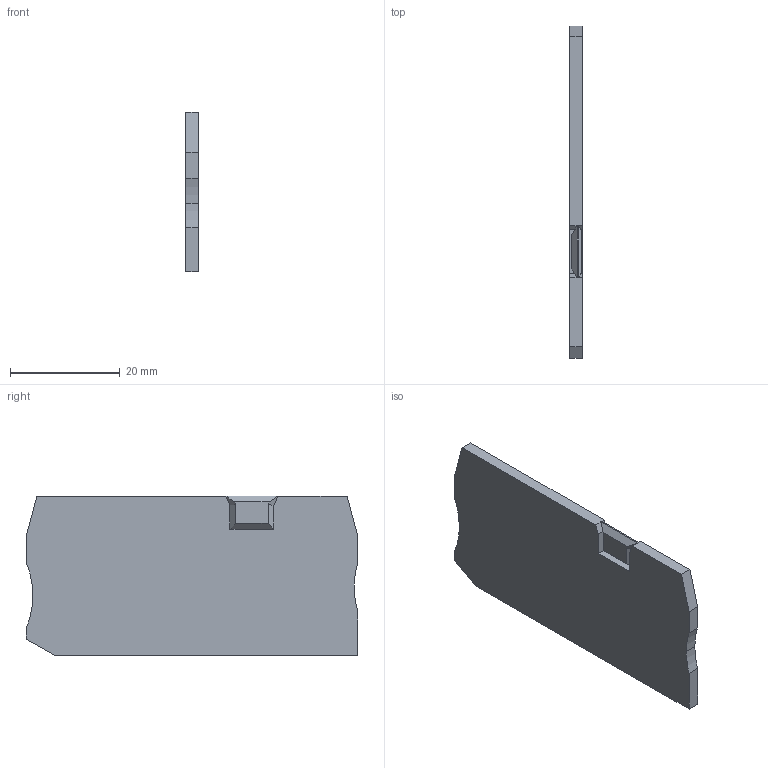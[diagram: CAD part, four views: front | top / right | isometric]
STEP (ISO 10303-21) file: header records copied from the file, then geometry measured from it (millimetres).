
FILE_DESCRIPTION(('STEP AP214'),'1');
FILE_NAME('cctmp_3EE1489A-F139-4218-8A89-4914DD262AD8_2023_07_24_21_51_14_0276..stp','2023-07-24T19:51:14',('SIEMENS A&D'),('CADClick - www.CADClick.com'),'Spatial InterOp 3D postprocessed',' ','unknown authorization');
FILE_SCHEMA(('AUTOMOTIVE_DESIGN'));
Length unit declared in the file: millimetre
Products named in the file (3): cc_unnamed; 2023_07_24_21_51_14_0257; 2023_07_24_21_51_14_0226
Assembly tree (2 placements, depth 2):
  cc_unnamed
    2023_07_24_21_51_14_0257
    2023_07_24_21_51_14_0226
Bounding box: 2.2 x 60.4 x 29.05 mm (x, y, z)
Volume: 3740.5 mm3; surface area: 3865.7 mm2
Topology: 2 solids, 2 shells, 42 faces, 102 edges, 64 vertices
Faces by surface type: plane 38, cylinder 4
Entity records: 1399 total; most frequent: CARTESIAN_POINT 211, ORIENTED_EDGE 204, DIRECTION 200, EDGE_CURVE 102, LINE 94, VECTOR 94, VERTEX_POINT 64, AXIS2_PLACEMENT_3D 53
